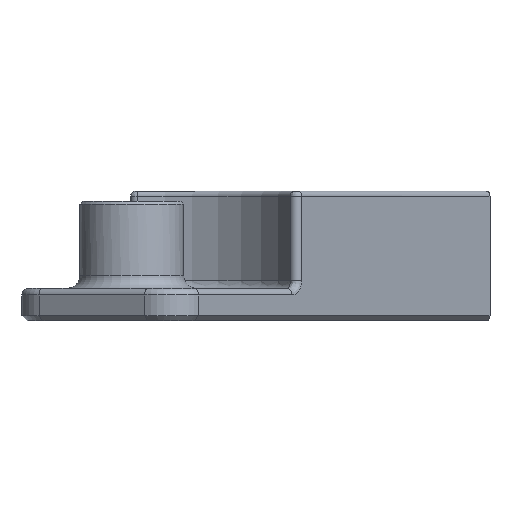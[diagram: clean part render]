
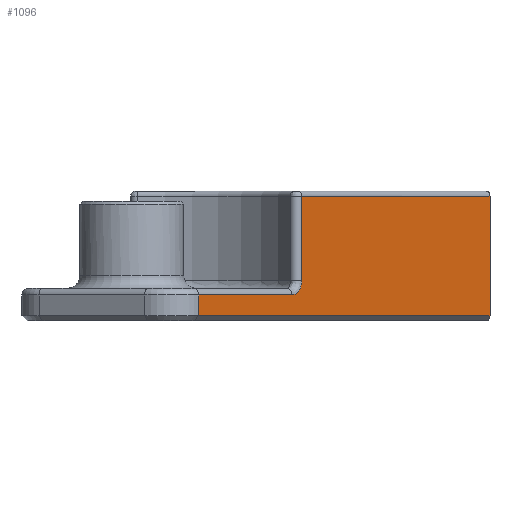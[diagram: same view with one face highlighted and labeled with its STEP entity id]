
A CAD part, left-side view. The second image highlights one B-rep face of the part: STEP entity #1096.
In plain terms, the highlighted planar face has unit normal (-0.559, -0.829, 0).
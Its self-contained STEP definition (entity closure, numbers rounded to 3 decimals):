
#27=B_SPLINE_CURVE_WITH_KNOTS('',3,(#1739,#1740,#1741,#1742,#1743,#1744,
#1745),.UNSPECIFIED.,.F.,.F.,(4,1,1,1,4),(-0.195,-0.139,
-0.083,-0.042,0.),
 .UNSPECIFIED.);
#33=PLANE('',#1192);
#84=FACE_OUTER_BOUND('',#155,.T.);
#155=EDGE_LOOP('',(#775,#776,#777,#778,#779,#780,#781));
#280=LINE('',#1667,#380);
#287=LINE('',#1731,#387);
#290=LINE('',#1737,#390);
#291=LINE('',#1747,#391);
#292=LINE('',#1749,#392);
#293=LINE('',#1750,#393);
#380=VECTOR('',#1310,10.);
#387=VECTOR('',#1347,10.);
#390=VECTOR('',#1352,10.);
#391=VECTOR('',#1353,10.);
#392=VECTOR('',#1354,3.);
#393=VECTOR('',#1355,10.);
#486=VERTEX_POINT('',#1664);
#487=VERTEX_POINT('',#1666);
#499=VERTEX_POINT('',#1730);
#501=VERTEX_POINT('',#1736);
#502=VERTEX_POINT('',#1738);
#503=VERTEX_POINT('',#1746);
#504=VERTEX_POINT('',#1748);
#583=EDGE_CURVE('',#486,#487,#280,.T.);
#601=EDGE_CURVE('',#487,#499,#287,.T.);
#604=EDGE_CURVE('',#501,#486,#290,.T.);
#605=EDGE_CURVE('',#502,#501,#27,.T.);
#606=EDGE_CURVE('',#503,#502,#291,.T.);
#607=EDGE_CURVE('',#504,#503,#292,.T.);
#608=EDGE_CURVE('',#499,#504,#293,.T.);
#775=ORIENTED_EDGE('',*,*,#583,.F.);
#776=ORIENTED_EDGE('',*,*,#604,.F.);
#777=ORIENTED_EDGE('',*,*,#605,.F.);
#778=ORIENTED_EDGE('',*,*,#606,.F.);
#779=ORIENTED_EDGE('',*,*,#607,.F.);
#780=ORIENTED_EDGE('',*,*,#608,.F.);
#781=ORIENTED_EDGE('',*,*,#601,.F.);
#1096=ADVANCED_FACE('',(#84),#33,.T.);
#1192=AXIS2_PLACEMENT_3D('',#1735,#1350,#1351);
#1310=DIRECTION('',(0.829,-0.559,0.));
#1347=DIRECTION('',(0.,0.,-1.));
#1350=DIRECTION('center_axis',(-0.559,-0.829,0.));
#1351=DIRECTION('ref_axis',(0.829,-0.559,0.));
#1352=DIRECTION('',(0.,0.,1.));
#1353=DIRECTION('',(0.829,-0.559,0.));
#1354=DIRECTION('',(0.,0.,1.));
#1355=DIRECTION('',(-0.829,0.559,0.));
#1664=CARTESIAN_POINT('',(116.359,-62.989,-117.7));
#1666=CARTESIAN_POINT('',(137.84,-77.478,-117.7));
#1667=CARTESIAN_POINT('',(105.011,-55.334,-117.7));
#1730=CARTESIAN_POINT('',(137.84,-77.478,-126.9));
#1731=CARTESIAN_POINT('',(137.84,-77.478,-127.3));
#1735=CARTESIAN_POINT('Origin',(103.353,-54.216,-127.3));
#1736=CARTESIAN_POINT('',(116.359,-62.989,-124.2));
#1737=CARTESIAN_POINT('',(116.359,-62.989,-124.3));
#1738=CARTESIAN_POINT('',(115.224,-62.223,-125.3));
#1739=CARTESIAN_POINT('Ctrl Pts',(115.224,-62.223,-125.3));
#1740=CARTESIAN_POINT('Ctrl Pts',(115.378,-62.327,-125.3));
#1741=CARTESIAN_POINT('Ctrl Pts',(115.685,-62.535,-125.243));
#1742=CARTESIAN_POINT('Ctrl Pts',(116.063,-62.789,-124.99));
#1743=CARTESIAN_POINT('Ctrl Pts',(116.303,-62.951,-124.617));
#1744=CARTESIAN_POINT('Ctrl Pts',(116.359,-62.989,-124.339));
#1745=CARTESIAN_POINT('Ctrl Pts',(116.359,-62.989,-124.2));
#1746=CARTESIAN_POINT('',(104.596,-55.055,-125.3));
#1747=CARTESIAN_POINT('',(108.119,-57.431,-125.3));
#1748=CARTESIAN_POINT('',(104.596,-55.055,-126.9));
#1749=CARTESIAN_POINT('',(104.596,-55.055,-127.3));
#1750=CARTESIAN_POINT('',(108.534,-57.711,-126.9));
